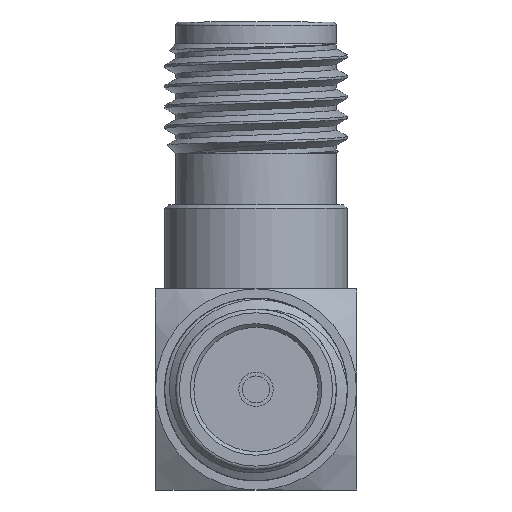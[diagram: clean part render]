
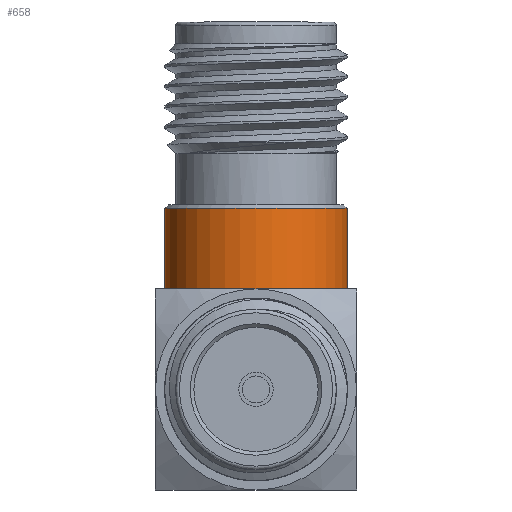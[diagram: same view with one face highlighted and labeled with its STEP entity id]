
A CAD part, left-side view. The second image highlights one B-rep face of the part: STEP entity #658.
In plain terms, the highlighted cylindrical face has radius 3.175 mm (diameter 6.35 mm), a full revolution.
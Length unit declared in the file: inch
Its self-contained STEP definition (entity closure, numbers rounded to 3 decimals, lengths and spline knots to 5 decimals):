
#53 = ORIENTED_EDGE ( 'NONE', *, *, #2580, .T. ) ;
#400 = VERTEX_POINT ( 'NONE', #1149 ) ;
#446 = CARTESIAN_POINT ( 'NONE',  ( 0., 0., 0.1375 ) ) ;
#658 = ADVANCED_FACE ( 'NONE', ( #1709, #3821 ), #5022, .T. ) ;
#899 = CIRCLE ( 'NONE', #1546, 0.125 ) ;
#926 = DIRECTION ( 'NONE',  ( 1., 0., 0. ) ) ;
#1149 = CARTESIAN_POINT ( 'NONE',  ( 0.125, 0., 0.2475 ) ) ;
#1308 = DIRECTION ( 'NONE',  ( 0., 0., -1. ) ) ;
#1516 = CARTESIAN_POINT ( 'NONE',  ( -0.125, 0., 0.1375 ) ) ;
#1546 = AXIS2_PLACEMENT_3D ( 'NONE', #446, #4968, #2172 ) ;
#1709 = FACE_OUTER_BOUND ( 'NONE', #3852, .T. ) ;
#1873 = EDGE_CURVE ( 'NONE', #3504, #3504, #899, .T. ) ;
#2172 = DIRECTION ( 'NONE',  ( -1., 0., 0. ) ) ;
#2451 = DIRECTION ( 'NONE',  ( -1., 0., 0. ) ) ;
#2580 = EDGE_CURVE ( 'NONE', #400, #400, #4521, .T. ) ;
#2591 = EDGE_LOOP ( 'NONE', ( #4797 ) ) ;
#3281 = DIRECTION ( 'NONE',  ( 0., 0., -1. ) ) ;
#3333 = AXIS2_PLACEMENT_3D ( 'NONE', #4928, #1308, #2451 ) ;
#3334 = CARTESIAN_POINT ( 'NONE',  ( 0., 0., 0.2475 ) ) ;
#3504 = VERTEX_POINT ( 'NONE', #1516 ) ;
#3821 = FACE_OUTER_BOUND ( 'NONE', #2591, .T. ) ;
#3852 = EDGE_LOOP ( 'NONE', ( #53 ) ) ;
#4521 = CIRCLE ( 'NONE', #4658, 0.125 ) ;
#4658 = AXIS2_PLACEMENT_3D ( 'NONE', #3334, #3281, #926 ) ;
#4797 = ORIENTED_EDGE ( 'NONE', *, *, #1873, .F. ) ;
#4928 = CARTESIAN_POINT ( 'NONE',  ( 0., 0., 0.60605 ) ) ;
#4968 = DIRECTION ( 'NONE',  ( 0., 0., -1. ) ) ;
#5022 = CYLINDRICAL_SURFACE ( 'NONE', #3333, 0.125 ) ;
